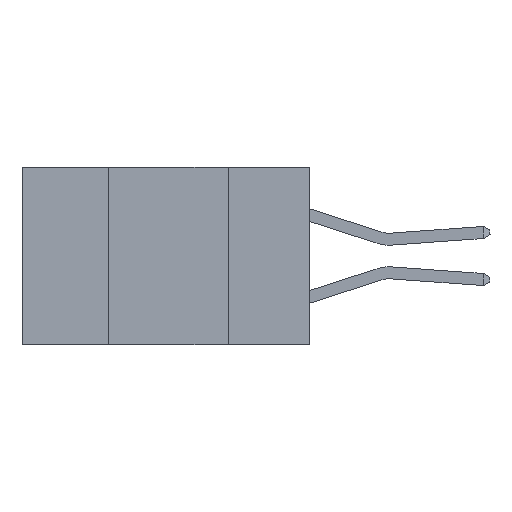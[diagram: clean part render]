
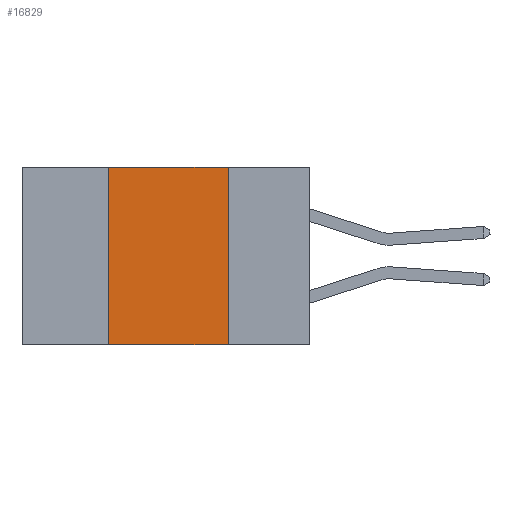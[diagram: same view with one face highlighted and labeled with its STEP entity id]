
A CAD part, left-side view. The second image highlights one B-rep face of the part: STEP entity #16829.
In plain terms, the highlighted planar face has unit normal (-1, 0, 0).
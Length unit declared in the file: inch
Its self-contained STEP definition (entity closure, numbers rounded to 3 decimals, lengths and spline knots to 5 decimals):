
#287 = EDGE_CURVE ( 'NONE', #4931, #1020, #4904, .T. ) ;
#628 = PLANE ( 'NONE',  #20099 ) ;
#729 = CARTESIAN_POINT ( 'NONE',  ( 0., 0.6, 0. ) ) ;
#734 = VECTOR ( 'NONE', #7882, 39.37008 ) ;
#913 = DIRECTION ( 'NONE',  ( 0., 0., -1. ) ) ;
#1020 = VERTEX_POINT ( 'NONE', #20879 ) ;
#1568 = DIRECTION ( 'NONE',  ( 0., 0., 1. ) ) ;
#1952 = ORIENTED_EDGE ( 'NONE', *, *, #14909, .F. ) ;
#2260 = CARTESIAN_POINT ( 'NONE',  ( 0., 0.6, 0. ) ) ;
#2662 = EDGE_CURVE ( 'NONE', #7627, #13458, #5317, .T. ) ;
#2673 = ORIENTED_EDGE ( 'NONE', *, *, #10005, .F. ) ;
#4904 = LINE ( 'NONE', #729, #8521 ) ;
#4931 = VERTEX_POINT ( 'NONE', #14641 ) ;
#5242 = ORIENTED_EDGE ( 'NONE', *, *, #287, .F. ) ;
#5282 = VECTOR ( 'NONE', #1568, 39.37008 ) ;
#5317 = LINE ( 'NONE', #10884, #734 ) ;
#5332 = VECTOR ( 'NONE', #913, 39.37008 ) ;
#5431 = DIRECTION ( 'NONE',  ( 0., -1., 0. ) ) ;
#5675 = DIRECTION ( 'NONE',  ( 1., 0., 0. ) ) ;
#6269 = EDGE_LOOP ( 'NONE', ( #2673, #5242, #1952, #12849 ) ) ;
#7627 = VERTEX_POINT ( 'NONE', #10825 ) ;
#7882 = DIRECTION ( 'NONE',  ( 0., -1., 0. ) ) ;
#8521 = VECTOR ( 'NONE', #5431, 39.37008 ) ;
#10005 = EDGE_CURVE ( 'NONE', #1020, #13458, #10720, .T. ) ;
#10720 = LINE ( 'NONE', #10769, #5332 ) ;
#10769 = CARTESIAN_POINT ( 'NONE',  ( 0., 0.17, 0. ) ) ;
#10825 = CARTESIAN_POINT ( 'NONE',  ( 0., 0.42, -0.37 ) ) ;
#10884 = CARTESIAN_POINT ( 'NONE',  ( 0., 0.6, -0.37 ) ) ;
#12849 = ORIENTED_EDGE ( 'NONE', *, *, #2662, .T. ) ;
#13458 = VERTEX_POINT ( 'NONE', #17276 ) ;
#14641 = CARTESIAN_POINT ( 'NONE',  ( 0., 0.42, 0. ) ) ;
#14909 = EDGE_CURVE ( 'NONE', #7627, #4931, #18859, .T. ) ;
#16829 = ADVANCED_FACE ( 'NONE', ( #21134 ), #628, .F. ) ;
#17276 = CARTESIAN_POINT ( 'NONE',  ( 0., 0.17, -0.37 ) ) ;
#18859 = LINE ( 'NONE', #19305, #5282 ) ;
#19305 = CARTESIAN_POINT ( 'NONE',  ( 0., 0.42, 0. ) ) ;
#20078 = DIRECTION ( 'NONE',  ( 0., 0., -1. ) ) ;
#20099 = AXIS2_PLACEMENT_3D ( 'NONE', #2260, #5675, #20078 ) ;
#20879 = CARTESIAN_POINT ( 'NONE',  ( 0., 0.17, 0. ) ) ;
#21134 = FACE_OUTER_BOUND ( 'NONE', #6269, .T. ) ;
